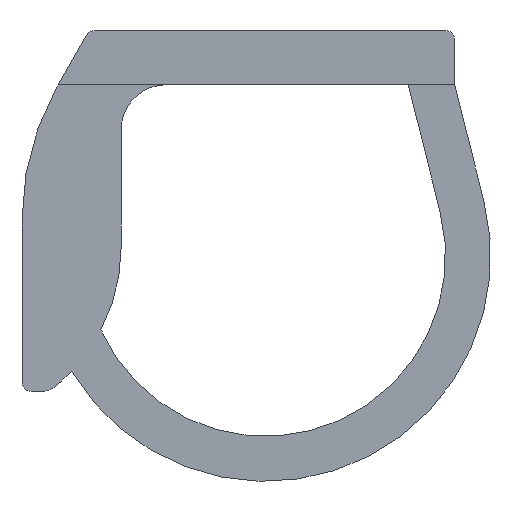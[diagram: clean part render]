
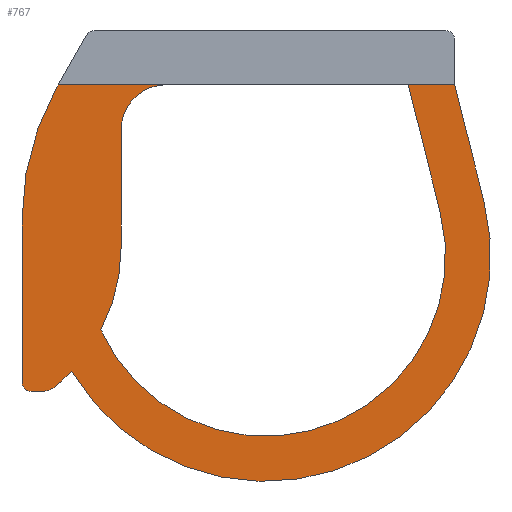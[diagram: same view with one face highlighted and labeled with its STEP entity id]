
A CAD part, front view. The second image highlights one B-rep face of the part: STEP entity #767.
In plain terms, the highlighted planar face has unit normal (0, -1, 0).
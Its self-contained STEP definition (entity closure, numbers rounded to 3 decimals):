
#385=AXIS2_PLACEMENT_3D('Circle Axis2P3D',#383,#384,$) ;
#418=AXIS2_PLACEMENT_3D('Circle Axis2P3D',#416,#417,$) ;
#471=AXIS2_PLACEMENT_3D('Circle Axis2P3D',#469,#470,$) ;
#502=AXIS2_PLACEMENT_3D('Circle Axis2P3D',#500,#501,$) ;
#533=AXIS2_PLACEMENT_3D('Circle Axis2P3D',#531,#532,$) ;
#595=AXIS2_PLACEMENT_3D('Circle Axis2P3D',#593,#594,$) ;
#648=AXIS2_PLACEMENT_3D('Circle Axis2P3D',#646,#647,$) ;
#710=AXIS2_PLACEMENT_3D('Circle Axis2P3D',#708,#709,$) ;
#747=AXIS2_PLACEMENT_3D('Plane Axis2P3D',#744,#745,#746) ;
#50=CARTESIAN_POINT('Vertex',(4.284,9.,4.4)) ;
#53=CARTESIAN_POINT('Line Origine',(4.542,9.,4.4)) ;
#57=CARTESIAN_POINT('Vertex',(4.8,9.,4.4)) ;
#78=CARTESIAN_POINT('Vertex',(0.402,9.,4.4)) ;
#81=CARTESIAN_POINT('Line Origine',(1.001,9.,4.4)) ;
#85=CARTESIAN_POINT('Vertex',(1.6,9.,4.4)) ;
#166=CARTESIAN_POINT('Vertex',(0.39,9.,4.379)) ;
#169=CARTESIAN_POINT('Line Origine',(0.396,9.,4.389)) ;
#345=CARTESIAN_POINT('Line Origine',(4.962,9.,3.755)) ;
#349=CARTESIAN_POINT('Vertex',(5.124,9.,3.11)) ;
#383=CARTESIAN_POINT('Axis2P3D Location',(2.7,9.,2.5)) ;
#387=CARTESIAN_POINT('Vertex',(0.551,9.,1.223)) ;
#413=CARTESIAN_POINT('Vertex',(0.876,9.,1.68)) ;
#416=CARTESIAN_POINT('Axis2P3D Location',(2.7,9.,2.5)) ;
#420=CARTESIAN_POINT('Vertex',(4.64,9.,2.988)) ;
#447=CARTESIAN_POINT('Line Origine',(4.462,9.,3.694)) ;
#469=CARTESIAN_POINT('Axis2P3D Location',(3.,9.,2.9)) ;
#473=CARTESIAN_POINT('Vertex',(0.,9.,2.9)) ;
#500=CARTESIAN_POINT('Axis2P3D Location',(-0.9,9.,2.6)) ;
#504=CARTESIAN_POINT('Vertex',(0.357,9.,1.044)) ;
#531=CARTESIAN_POINT('Axis2P3D Location',(0.231,9.,1.2)) ;
#535=CARTESIAN_POINT('Vertex',(0.231,9.,1.)) ;
#562=CARTESIAN_POINT('Line Origine',(0.166,9.,1.)) ;
#566=CARTESIAN_POINT('Vertex',(0.1,9.,1.)) ;
#593=CARTESIAN_POINT('Axis2P3D Location',(0.1,9.,1.1)) ;
#597=CARTESIAN_POINT('Vertex',(0.,9.,1.1)) ;
#624=CARTESIAN_POINT('Line Origine',(0.,9.,2.)) ;
#646=CARTESIAN_POINT('Axis2P3D Location',(1.6,9.,3.9)) ;
#650=CARTESIAN_POINT('Vertex',(1.1,9.,3.9)) ;
#677=CARTESIAN_POINT('Line Origine',(1.1,9.,3.25)) ;
#681=CARTESIAN_POINT('Vertex',(1.1,9.,2.6)) ;
#708=CARTESIAN_POINT('Axis2P3D Location',(-0.9,9.,2.6)) ;
#744=CARTESIAN_POINT('Axis2P3D Location',(2.7,9.,5.)) ;
#54=DIRECTION('Vector Direction',(-1.,0.,0.)) ;
#82=DIRECTION('Vector Direction',(-1.,0.,0.)) ;
#170=DIRECTION('Vector Direction',(-0.493,0.,-0.87)) ;
#346=DIRECTION('Vector Direction',(0.244,0.,-0.97)) ;
#384=DIRECTION('Axis2P3D Direction',(0.,1.,0.)) ;
#417=DIRECTION('Axis2P3D Direction',(0.,1.,0.)) ;
#448=DIRECTION('Vector Direction',(0.244,0.,-0.97)) ;
#470=DIRECTION('Axis2P3D Direction',(0.,1.,0.)) ;
#501=DIRECTION('Axis2P3D Direction',(0.,1.,0.)) ;
#532=DIRECTION('Axis2P3D Direction',(0.,1.,0.)) ;
#563=DIRECTION('Vector Direction',(-1.,0.,0.)) ;
#594=DIRECTION('Axis2P3D Direction',(0.,1.,0.)) ;
#625=DIRECTION('Vector Direction',(0.,0.,1.)) ;
#647=DIRECTION('Axis2P3D Direction',(0.,1.,0.)) ;
#678=DIRECTION('Vector Direction',(0.,0.,1.)) ;
#709=DIRECTION('Axis2P3D Direction',(0.,1.,0.)) ;
#745=DIRECTION('Axis2P3D Direction',(0.,1.,0.)) ;
#746=DIRECTION('Axis2P3D XDirection',(-1.,0.,0.)) ;
#55=VECTOR('Line Direction',#54,1.) ;
#83=VECTOR('Line Direction',#82,1.) ;
#171=VECTOR('Line Direction',#170,1.) ;
#347=VECTOR('Line Direction',#346,1.) ;
#449=VECTOR('Line Direction',#448,1.) ;
#564=VECTOR('Line Direction',#563,1.) ;
#626=VECTOR('Line Direction',#625,1.) ;
#679=VECTOR('Line Direction',#678,1.) ;
#750=ORIENTED_EDGE('',*,*,#59,.T.) ;
#751=ORIENTED_EDGE('',*,*,#451,.F.) ;
#752=ORIENTED_EDGE('',*,*,#422,.F.) ;
#753=ORIENTED_EDGE('',*,*,#712,.F.) ;
#754=ORIENTED_EDGE('',*,*,#683,.F.) ;
#755=ORIENTED_EDGE('',*,*,#652,.F.) ;
#756=ORIENTED_EDGE('',*,*,#87,.T.) ;
#757=ORIENTED_EDGE('',*,*,#173,.F.) ;
#758=ORIENTED_EDGE('',*,*,#475,.F.) ;
#759=ORIENTED_EDGE('',*,*,#628,.F.) ;
#760=ORIENTED_EDGE('',*,*,#599,.F.) ;
#761=ORIENTED_EDGE('',*,*,#568,.F.) ;
#762=ORIENTED_EDGE('',*,*,#537,.F.) ;
#763=ORIENTED_EDGE('',*,*,#506,.F.) ;
#764=ORIENTED_EDGE('',*,*,#389,.F.) ;
#765=ORIENTED_EDGE('',*,*,#351,.F.) ;
#767=ADVANCED_FACE('S3D - gedreht',(#766),#748,.F.) ;
#386=CIRCLE('generated circle',#385,2.5) ;
#419=CIRCLE('generated circle',#418,2.) ;
#472=CIRCLE('generated circle',#471,3.) ;
#503=CIRCLE('generated circle',#502,2.) ;
#534=CIRCLE('generated circle',#533,0.2) ;
#596=CIRCLE('generated circle',#595,0.1) ;
#649=CIRCLE('generated circle',#648,0.5) ;
#711=CIRCLE('generated circle',#710,2.) ;
#59=EDGE_CURVE('',#58,#51,#56,.T.) ;
#87=EDGE_CURVE('',#86,#79,#84,.T.) ;
#173=EDGE_CURVE('',#167,#79,#172,.F.) ;
#351=EDGE_CURVE('',#58,#350,#348,.T.) ;
#389=EDGE_CURVE('',#350,#388,#386,.T.) ;
#422=EDGE_CURVE('',#414,#421,#419,.F.) ;
#451=EDGE_CURVE('',#421,#51,#450,.F.) ;
#475=EDGE_CURVE('',#474,#167,#472,.T.) ;
#506=EDGE_CURVE('',#388,#505,#503,.T.) ;
#537=EDGE_CURVE('',#505,#536,#534,.T.) ;
#568=EDGE_CURVE('',#536,#567,#565,.T.) ;
#599=EDGE_CURVE('',#567,#598,#596,.T.) ;
#628=EDGE_CURVE('',#598,#474,#627,.T.) ;
#652=EDGE_CURVE('',#86,#651,#649,.F.) ;
#683=EDGE_CURVE('',#651,#682,#680,.F.) ;
#712=EDGE_CURVE('',#682,#414,#711,.T.) ;
#749=EDGE_LOOP('',(#750,#751,#752,#753,#754,#755,#756,#757,#758,#759,#760,#761,#762,#763,#764,#765)) ;
#766=FACE_OUTER_BOUND('',#749,.T.) ;
#56=LINE('Line',#53,#55) ;
#84=LINE('Line',#81,#83) ;
#172=LINE('Line',#169,#171) ;
#348=LINE('Line',#345,#347) ;
#450=LINE('Line',#447,#449) ;
#565=LINE('Line',#562,#564) ;
#627=LINE('Line',#624,#626) ;
#680=LINE('Line',#677,#679) ;
#748=PLANE('',#747) ;
#51=VERTEX_POINT('',#50) ;
#58=VERTEX_POINT('',#57) ;
#79=VERTEX_POINT('',#78) ;
#86=VERTEX_POINT('',#85) ;
#167=VERTEX_POINT('',#166) ;
#350=VERTEX_POINT('',#349) ;
#388=VERTEX_POINT('',#387) ;
#414=VERTEX_POINT('',#413) ;
#421=VERTEX_POINT('',#420) ;
#474=VERTEX_POINT('',#473) ;
#505=VERTEX_POINT('',#504) ;
#536=VERTEX_POINT('',#535) ;
#567=VERTEX_POINT('',#566) ;
#598=VERTEX_POINT('',#597) ;
#651=VERTEX_POINT('',#650) ;
#682=VERTEX_POINT('',#681) ;
